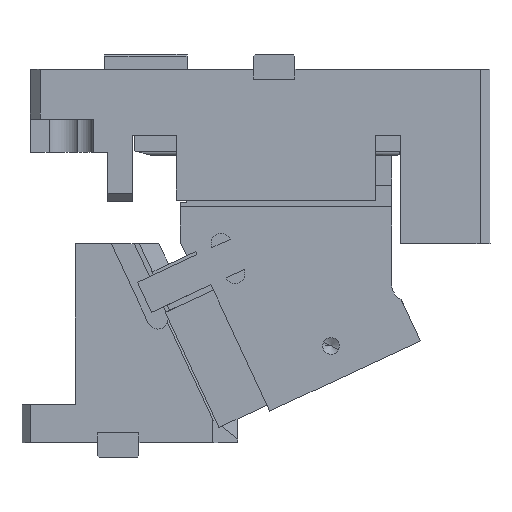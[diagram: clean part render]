
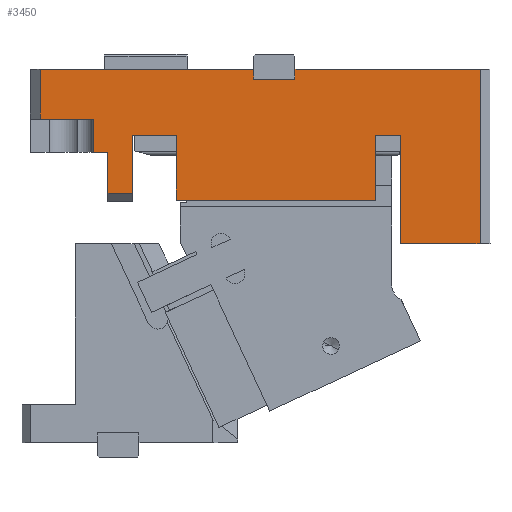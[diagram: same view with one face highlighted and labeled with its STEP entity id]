
A CAD part, front view. The second image highlights one B-rep face of the part: STEP entity #3450.
In plain terms, the highlighted planar face has unit normal (0, -1, 0).
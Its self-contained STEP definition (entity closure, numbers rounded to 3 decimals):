
#305=CARTESIAN_POINT('Vertex',(11.,-30.,225.)) ;
#308=CARTESIAN_POINT('Line Origine',(75.25,-30.,225.)) ;
#312=CARTESIAN_POINT('Vertex',(139.5,-30.,225.)) ;
#1509=CARTESIAN_POINT('Line Origine',(139.5,-30.,222.)) ;
#1513=CARTESIAN_POINT('Vertex',(139.5,-30.,219.)) ;
#1534=CARTESIAN_POINT('Vertex',(164.5,-30.,219.)) ;
#1537=CARTESIAN_POINT('Line Origine',(164.5,-30.,222.)) ;
#1541=CARTESIAN_POINT('Vertex',(164.5,-30.,225.)) ;
#1563=CARTESIAN_POINT('Line Origine',(152.,-30.,219.)) ;
#1767=CARTESIAN_POINT('Vertex',(276.,-30.,120.)) ;
#1781=CARTESIAN_POINT('Vertex',(276.,-30.,225.)) ;
#1784=CARTESIAN_POINT('Line Origine',(276.,-30.,172.5)) ;
#2402=CARTESIAN_POINT('Line Origine',(220.25,-30.,225.)) ;
#2492=CARTESIAN_POINT('Line Origine',(251.9,-30.,120.)) ;
#2496=CARTESIAN_POINT('Vertex',(227.8,-30.,120.)) ;
#2840=CARTESIAN_POINT('Line Origine',(227.8,-30.,152.585)) ;
#2844=CARTESIAN_POINT('Vertex',(227.8,-30.,185.17)) ;
#2872=CARTESIAN_POINT('Vertex',(66.8,-30.,150.17)) ;
#2877=CARTESIAN_POINT('Line Origine',(59.3,-30.,150.17)) ;
#2881=CARTESIAN_POINT('Vertex',(51.8,-30.,150.17)) ;
#2976=CARTESIAN_POINT('Vertex',(51.8,-30.,175.)) ;
#2984=CARTESIAN_POINT('Line Origine',(51.8,-30.,162.585)) ;
#3294=CARTESIAN_POINT('Vertex',(43.,-30.,175.)) ;
#3297=CARTESIAN_POINT('Line Origine',(43.,-30.,185.)) ;
#3301=CARTESIAN_POINT('Vertex',(43.,-30.,195.)) ;
#3323=CARTESIAN_POINT('Line Origine',(27.,-30.,195.)) ;
#3327=CARTESIAN_POINT('Vertex',(11.,-30.,195.)) ;
#3366=CARTESIAN_POINT('Line Origine',(11.,-30.,210.)) ;
#3378=CARTESIAN_POINT('Axis2P3D Location',(254.8,-30.,90.22)) ;
#3383=CARTESIAN_POINT('Line Origine',(47.4,-30.,175.)) ;
#3388=CARTESIAN_POINT('Line Origine',(66.8,-30.,167.67)) ;
#3392=CARTESIAN_POINT('Vertex',(66.8,-30.,185.17)) ;
#3395=CARTESIAN_POINT('Line Origine',(79.8,-30.,185.17)) ;
#3399=CARTESIAN_POINT('Vertex',(92.8,-30.,185.17)) ;
#3402=CARTESIAN_POINT('Line Origine',(92.8,-30.,165.67)) ;
#3406=CARTESIAN_POINT('Vertex',(92.8,-30.,146.17)) ;
#3409=CARTESIAN_POINT('Line Origine',(152.8,-30.,146.17)) ;
#3413=CARTESIAN_POINT('Vertex',(212.8,-30.,146.17)) ;
#3416=CARTESIAN_POINT('Line Origine',(212.8,-30.,165.67)) ;
#3420=CARTESIAN_POINT('Vertex',(212.8,-30.,185.17)) ;
#3423=CARTESIAN_POINT('Line Origine',(220.3,-30.,185.17)) ;
#309=DIRECTION('Vector Direction',(-1.,0.,0.)) ;
#1510=DIRECTION('Vector Direction',(0.,0.,1.)) ;
#1538=DIRECTION('Vector Direction',(0.,0.,1.)) ;
#1564=DIRECTION('Vector Direction',(-1.,0.,0.)) ;
#1785=DIRECTION('Vector Direction',(0.,0.,1.)) ;
#2403=DIRECTION('Vector Direction',(-1.,0.,0.)) ;
#2493=DIRECTION('Vector Direction',(1.,0.,0.)) ;
#2841=DIRECTION('Vector Direction',(0.,0.,1.)) ;
#2878=DIRECTION('Vector Direction',(1.,0.,0.)) ;
#2985=DIRECTION('Vector Direction',(0.,0.,-1.)) ;
#3298=DIRECTION('Vector Direction',(0.,0.,-1.)) ;
#3324=DIRECTION('Vector Direction',(-1.,0.,0.)) ;
#3367=DIRECTION('Vector Direction',(0.,0.,-1.)) ;
#3379=DIRECTION('Axis2P3D Direction',(0.,1.,0.)) ;
#3380=DIRECTION('Axis2P3D XDirection',(0.,0.,1.)) ;
#3384=DIRECTION('Vector Direction',(1.,0.,0.)) ;
#3389=DIRECTION('Vector Direction',(0.,0.,-1.)) ;
#3396=DIRECTION('Vector Direction',(1.,0.,0.)) ;
#3403=DIRECTION('Vector Direction',(0.,0.,1.)) ;
#3410=DIRECTION('Vector Direction',(-1.,0.,0.)) ;
#3417=DIRECTION('Vector Direction',(0.,0.,-1.)) ;
#3424=DIRECTION('Vector Direction',(1.,0.,0.)) ;
#3381=AXIS2_PLACEMENT_3D('Plane Axis2P3D',#3378,#3379,#3380) ;
#3429=ORIENTED_EDGE('',*,*,#2498,.T.) ;
#3430=ORIENTED_EDGE('',*,*,#1788,.T.) ;
#3431=ORIENTED_EDGE('',*,*,#2406,.T.) ;
#3432=ORIENTED_EDGE('',*,*,#1543,.F.) ;
#3433=ORIENTED_EDGE('',*,*,#1567,.T.) ;
#3434=ORIENTED_EDGE('',*,*,#1515,.T.) ;
#3435=ORIENTED_EDGE('',*,*,#314,.T.) ;
#3436=ORIENTED_EDGE('',*,*,#3370,.T.) ;
#3437=ORIENTED_EDGE('',*,*,#3329,.F.) ;
#3438=ORIENTED_EDGE('',*,*,#3303,.T.) ;
#3439=ORIENTED_EDGE('',*,*,#3387,.T.) ;
#3440=ORIENTED_EDGE('',*,*,#2988,.T.) ;
#3441=ORIENTED_EDGE('',*,*,#2883,.T.) ;
#3442=ORIENTED_EDGE('',*,*,#3394,.F.) ;
#3443=ORIENTED_EDGE('',*,*,#3401,.T.) ;
#3444=ORIENTED_EDGE('',*,*,#3408,.F.) ;
#3445=ORIENTED_EDGE('',*,*,#3415,.F.) ;
#3446=ORIENTED_EDGE('',*,*,#3422,.F.) ;
#3447=ORIENTED_EDGE('',*,*,#3427,.T.) ;
#3448=ORIENTED_EDGE('',*,*,#2846,.F.) ;
#310=VECTOR('Line Direction',#309,1.) ;
#1511=VECTOR('Line Direction',#1510,1.) ;
#1539=VECTOR('Line Direction',#1538,1.) ;
#1565=VECTOR('Line Direction',#1564,1.) ;
#1786=VECTOR('Line Direction',#1785,1.) ;
#2404=VECTOR('Line Direction',#2403,1.) ;
#2494=VECTOR('Line Direction',#2493,1.) ;
#2842=VECTOR('Line Direction',#2841,1.) ;
#2879=VECTOR('Line Direction',#2878,1.) ;
#2986=VECTOR('Line Direction',#2985,1.) ;
#3299=VECTOR('Line Direction',#3298,1.) ;
#3325=VECTOR('Line Direction',#3324,1.) ;
#3368=VECTOR('Line Direction',#3367,1.) ;
#3385=VECTOR('Line Direction',#3384,1.) ;
#3390=VECTOR('Line Direction',#3389,1.) ;
#3397=VECTOR('Line Direction',#3396,1.) ;
#3404=VECTOR('Line Direction',#3403,1.) ;
#3411=VECTOR('Line Direction',#3410,1.) ;
#3418=VECTOR('Line Direction',#3417,1.) ;
#3425=VECTOR('Line Direction',#3424,1.) ;
#3450=ADVANCED_FACE('CAM HOLDER',(#3449),#3382,.F.) ;
#314=EDGE_CURVE('',#313,#306,#311,.T.) ;
#1515=EDGE_CURVE('',#1514,#313,#1512,.T.) ;
#1543=EDGE_CURVE('',#1535,#1542,#1540,.T.) ;
#1567=EDGE_CURVE('',#1535,#1514,#1566,.T.) ;
#1788=EDGE_CURVE('',#1768,#1782,#1787,.T.) ;
#2406=EDGE_CURVE('',#1782,#1542,#2405,.T.) ;
#2498=EDGE_CURVE('',#2497,#1768,#2495,.T.) ;
#2846=EDGE_CURVE('',#2497,#2845,#2843,.T.) ;
#2883=EDGE_CURVE('',#2882,#2873,#2880,.T.) ;
#2988=EDGE_CURVE('',#2977,#2882,#2987,.T.) ;
#3303=EDGE_CURVE('',#3302,#3295,#3300,.T.) ;
#3329=EDGE_CURVE('',#3302,#3328,#3326,.T.) ;
#3370=EDGE_CURVE('',#306,#3328,#3369,.T.) ;
#3387=EDGE_CURVE('',#3295,#2977,#3386,.T.) ;
#3394=EDGE_CURVE('',#3393,#2873,#3391,.T.) ;
#3401=EDGE_CURVE('',#3393,#3400,#3398,.T.) ;
#3408=EDGE_CURVE('',#3407,#3400,#3405,.T.) ;
#3415=EDGE_CURVE('',#3414,#3407,#3412,.T.) ;
#3422=EDGE_CURVE('',#3421,#3414,#3419,.T.) ;
#3427=EDGE_CURVE('',#3421,#2845,#3426,.T.) ;
#3428=EDGE_LOOP('',(#3429,#3430,#3431,#3432,#3433,#3434,#3435,#3436,#3437,#3438,#3439,#3440,#3441,#3442,#3443,#3444,#3445,#3446,#3447,#3448)) ;
#3449=FACE_OUTER_BOUND('',#3428,.T.) ;
#311=LINE('Line',#308,#310) ;
#1512=LINE('Line',#1509,#1511) ;
#1540=LINE('Line',#1537,#1539) ;
#1566=LINE('Line',#1563,#1565) ;
#1787=LINE('Line',#1784,#1786) ;
#2405=LINE('Line',#2402,#2404) ;
#2495=LINE('Line',#2492,#2494) ;
#2843=LINE('Line',#2840,#2842) ;
#2880=LINE('Line',#2877,#2879) ;
#2987=LINE('Line',#2984,#2986) ;
#3300=LINE('Line',#3297,#3299) ;
#3326=LINE('Line',#3323,#3325) ;
#3369=LINE('Line',#3366,#3368) ;
#3386=LINE('Line',#3383,#3385) ;
#3391=LINE('Line',#3388,#3390) ;
#3398=LINE('Line',#3395,#3397) ;
#3405=LINE('Line',#3402,#3404) ;
#3412=LINE('Line',#3409,#3411) ;
#3419=LINE('Line',#3416,#3418) ;
#3426=LINE('Line',#3423,#3425) ;
#3382=PLANE('Plane',#3381) ;
#306=VERTEX_POINT('',#305) ;
#313=VERTEX_POINT('',#312) ;
#1514=VERTEX_POINT('',#1513) ;
#1535=VERTEX_POINT('',#1534) ;
#1542=VERTEX_POINT('',#1541) ;
#1768=VERTEX_POINT('',#1767) ;
#1782=VERTEX_POINT('',#1781) ;
#2497=VERTEX_POINT('',#2496) ;
#2845=VERTEX_POINT('',#2844) ;
#2873=VERTEX_POINT('',#2872) ;
#2882=VERTEX_POINT('',#2881) ;
#2977=VERTEX_POINT('',#2976) ;
#3295=VERTEX_POINT('',#3294) ;
#3302=VERTEX_POINT('',#3301) ;
#3328=VERTEX_POINT('',#3327) ;
#3393=VERTEX_POINT('',#3392) ;
#3400=VERTEX_POINT('',#3399) ;
#3407=VERTEX_POINT('',#3406) ;
#3414=VERTEX_POINT('',#3413) ;
#3421=VERTEX_POINT('',#3420) ;
